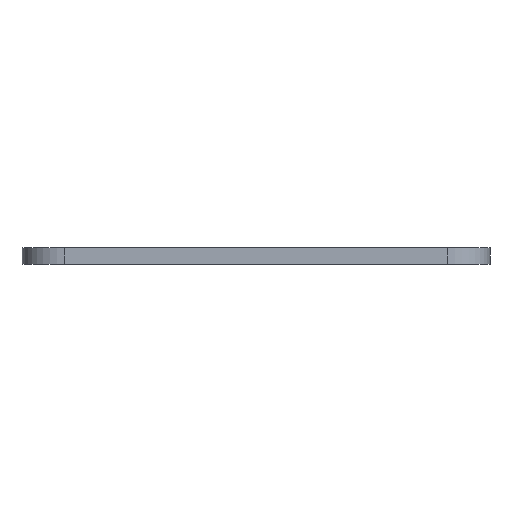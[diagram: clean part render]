
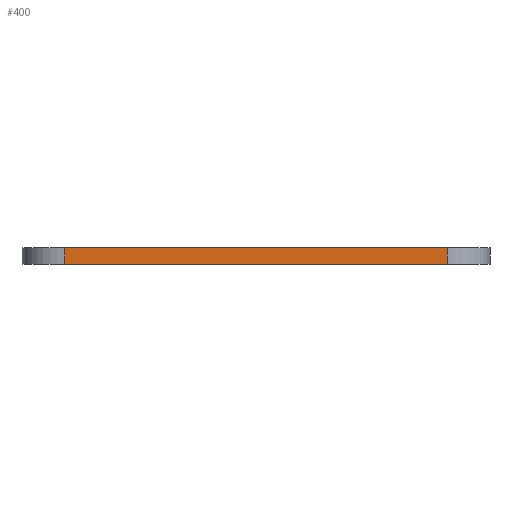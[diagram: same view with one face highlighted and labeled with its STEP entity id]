
A CAD part, left-side view. The second image highlights one B-rep face of the part: STEP entity #400.
In plain terms, the highlighted planar face has unit normal (-1, 0, 0).
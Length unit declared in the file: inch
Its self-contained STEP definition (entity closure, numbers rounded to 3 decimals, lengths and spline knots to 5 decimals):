
#22 = VERTEX_POINT ( 'NONE', #227 ) ;
#24 = CARTESIAN_POINT ( 'NONE',  ( -0.5, 0.25, -0.04921 ) ) ;
#47 = CARTESIAN_POINT ( 'NONE',  ( -0.5, 0.5, 0.04921 ) ) ;
#53 = EDGE_CURVE ( 'NONE', #720, #151, #820, .T. ) ;
#56 = PLANE ( 'NONE',  #202 ) ;
#70 = DIRECTION ( 'NONE',  ( 0., 0., 1. ) ) ;
#151 = VERTEX_POINT ( 'NONE', #908 ) ;
#202 = AXIS2_PLACEMENT_3D ( 'NONE', #250, #1101, #586 ) ;
#227 = CARTESIAN_POINT ( 'NONE',  ( -0.5, -1.995, -0.04921 ) ) ;
#250 = CARTESIAN_POINT ( 'NONE',  ( -0.5, 0.5, 0.04921 ) ) ;
#289 = EDGE_LOOP ( 'NONE', ( #570, #402, #735, #1092 ) ) ;
#313 = FACE_OUTER_BOUND ( 'NONE', #289, .T. ) ;
#372 = LINE ( 'NONE', #807, #803 ) ;
#393 = EDGE_CURVE ( 'NONE', #22, #151, #1031, .T. ) ;
#400 = ADVANCED_FACE ( 'NONE', ( #313 ), #56, .F. ) ;
#402 = ORIENTED_EDGE ( 'NONE', *, *, #393, .T. ) ;
#403 = LINE ( 'NONE', #604, #1043 ) ;
#533 = CARTESIAN_POINT ( 'NONE',  ( -0.5, 0.25, 0.04921 ) ) ;
#570 = ORIENTED_EDGE ( 'NONE', *, *, #737, .T. ) ;
#586 = DIRECTION ( 'NONE',  ( 0., 1., 0. ) ) ;
#595 = EDGE_CURVE ( 'NONE', #720, #956, #403, .T. ) ;
#604 = CARTESIAN_POINT ( 'NONE',  ( -0.5, 0.25, 0.04921 ) ) ;
#683 = DIRECTION ( 'NONE',  ( 0., 0., -1. ) ) ;
#720 = VERTEX_POINT ( 'NONE', #533 ) ;
#735 = ORIENTED_EDGE ( 'NONE', *, *, #53, .F. ) ;
#737 = EDGE_CURVE ( 'NONE', #956, #22, #372, .T. ) ;
#747 = CARTESIAN_POINT ( 'NONE',  ( -0.5, -1.995, 0.04921 ) ) ;
#803 = VECTOR ( 'NONE', #958, 39.37008 ) ;
#807 = CARTESIAN_POINT ( 'NONE',  ( -0.5, 0.5, -0.04921 ) ) ;
#820 = LINE ( 'NONE', #47, #1069 ) ;
#908 = CARTESIAN_POINT ( 'NONE',  ( -0.5, -1.995, 0.04921 ) ) ;
#930 = DIRECTION ( 'NONE',  ( 0., -1., 0. ) ) ;
#956 = VERTEX_POINT ( 'NONE', #24 ) ;
#958 = DIRECTION ( 'NONE',  ( 0., -1., 0. ) ) ;
#1031 = LINE ( 'NONE', #747, #1068 ) ;
#1043 = VECTOR ( 'NONE', #683, 39.37008 ) ;
#1068 = VECTOR ( 'NONE', #70, 39.37008 ) ;
#1069 = VECTOR ( 'NONE', #930, 39.37008 ) ;
#1092 = ORIENTED_EDGE ( 'NONE', *, *, #595, .T. ) ;
#1101 = DIRECTION ( 'NONE',  ( 1., 0., 0. ) ) ;
